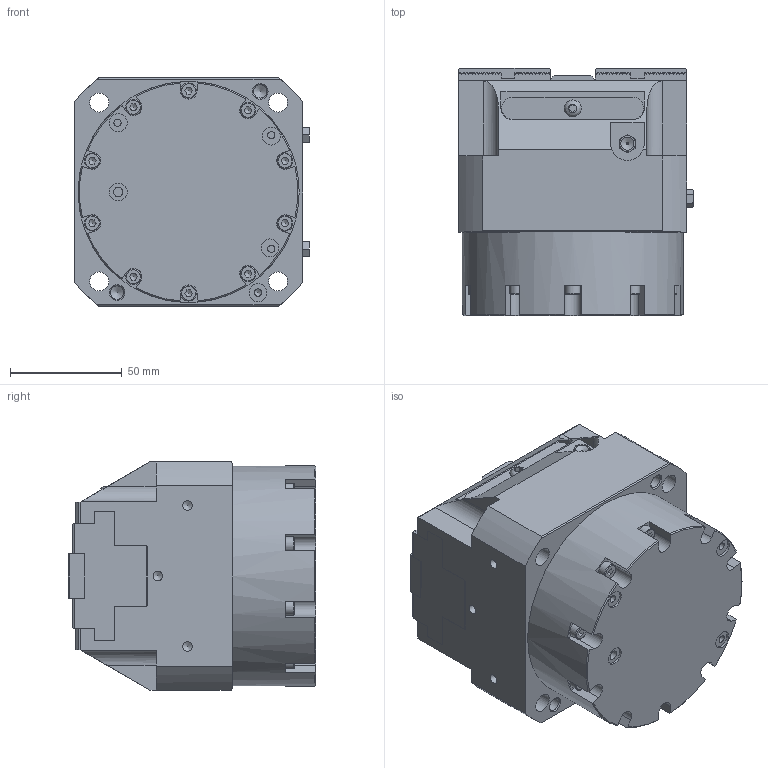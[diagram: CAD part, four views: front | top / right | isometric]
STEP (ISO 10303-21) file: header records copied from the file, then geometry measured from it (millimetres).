
FILE_DESCRIPTION(/* description */ (''),/* implementation_level */ '2;1');
FILE_NAME(/* name */ 'CFB 100 MA C2 D.stp',/* time_stamp */ '2020-07-27T09:52:12+02:00',/* author */ ('e.orio2'),/* organization */ (''),/* preprocessor_version */ 'ST-DEVELOPER v17',/* originating_system */ 'Autodesk Inventor 2019',/* authorisation */ '');
FILE_SCHEMA (('AUTOMOTIVE_DESIGN { 1 0 10303 214 3 1 1 }'));
Length unit declared in the file: millimetre
Products named in the file (12): CFB 100 MA C2 D; Corpo; CFB-100.COPERCHIETTO; Mascherina-NO SENS; VTB M4; CNS 4558 - M3 x 0,5 x 8; ISO 2338 - 4 h8 x 8 - B(3); CFB-100-FONDELLO-ASS; CFB-100-MC-MA-FONDELLO; ISO 4762 - M4 x 40ISO; Griffa C2-D; Griffa C2-D_MIR
Assembly tree (22 placements, depth 3):
  CFB 100 MA C2 D
    Corpo
    CFB-100.COPERCHIETTO
    Mascherina-NO SENS
    VTB M4
    CNS 4558 - M3 x 0,5 x 8  x2
    ISO 2338 - 4 h8 x 8 - B(3)  x2
    CFB-100-FONDELLO-ASS
      CFB-100-MC-MA-FONDELLO
      ISO 4762 - M4 x 40ISO  x10
    Griffa C2-D
    Griffa C2-D_MIR
Bounding box: 105 x 110.6 x 102 mm (x, y, z)
Volume: 890184.8 mm3; surface area: 127751.6 mm2
Topology: 21 solids, 21 shells, 1435 faces, 4176 edges, 2803 vertices
Faces by surface type: plane 1144, cylinder 159, cone 107, torus 20, sphere 4, bspline 1
Full cylindrical faces by diameter (mm): 2.459 x2, 3 x2, 3.242 x4, 3.3 x3, 3.5 x2, 4 x17, 4.134 x1, 4.2 x18, 4.917 x20, 6 x4, 7 x10, 7.6 x1, 8 x7, 8.5 x4, 9 x2, 12 x1, 15 x1, 98.8 x1
Entity records: 43634 total; most frequent: CARTESIAN_POINT 7833, ORIENTED_EDGE 7456, DIRECTION 7155, EDGE_CURVE 3728, LINE 2769, VECTOR 2769, VERTEX_POINT 2515, AXIS2_PLACEMENT_3D 2193
